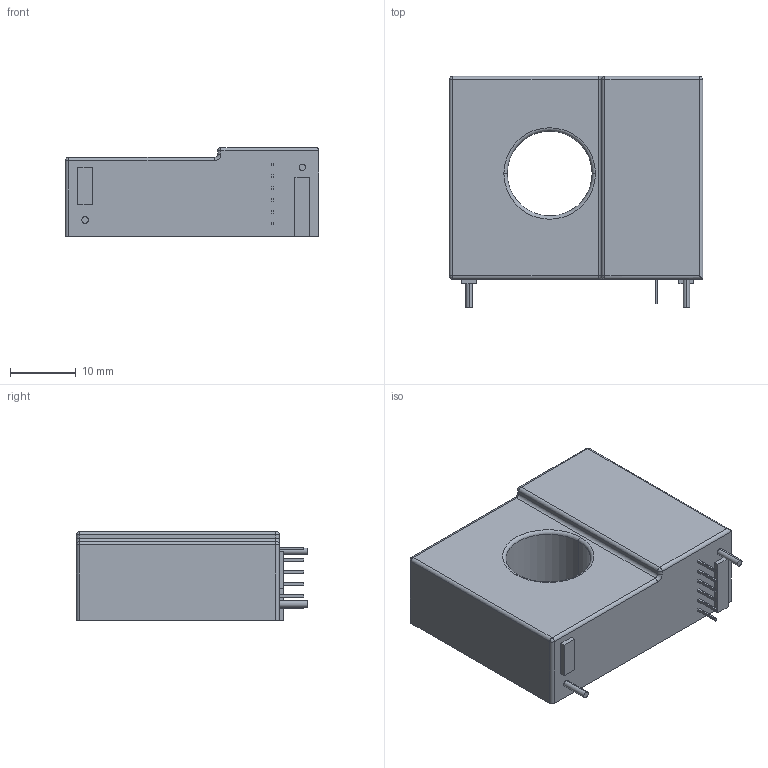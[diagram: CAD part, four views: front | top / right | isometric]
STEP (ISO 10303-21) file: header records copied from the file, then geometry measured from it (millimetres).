
FILE_DESCRIPTION (( 'STEP AP214' ), '1' );
FILE_NAME ('Default.STEP', '2020-07-06T04:42:33', ( '' ), ( '' ), 'SwSTEP 2.0', 'SolidWorks 2014', '' );
FILE_SCHEMA (( 'AUTOMOTIVE_DESIGN' ));
Length unit declared in the file: millimetre
Products named in the file (1): Default
Bounding box: 38.5 x 35.1 x 13.5 mm (x, y, z)
Volume: 13388.5 mm3; surface area: 4412.3 mm2
Topology: 1 solids, 1 shells, 133 faces, 338 edges, 214 vertices
Faces by surface type: plane 103, cylinder 19, torus 6, sphere 5
Entity records: 4808 total; most frequent: CARTESIAN_POINT 684, ORIENTED_EDGE 666, DIRECTION 646, EDGE_CURVE 333, LINE 286, VECTOR 286, VERTEX_POINT 214, AXIS2_PLACEMENT_3D 180
